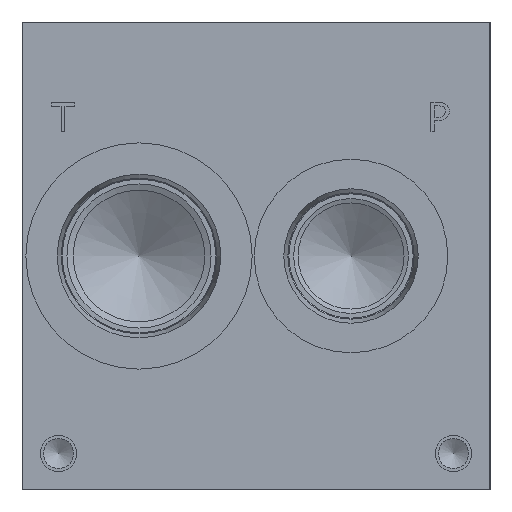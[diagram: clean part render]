
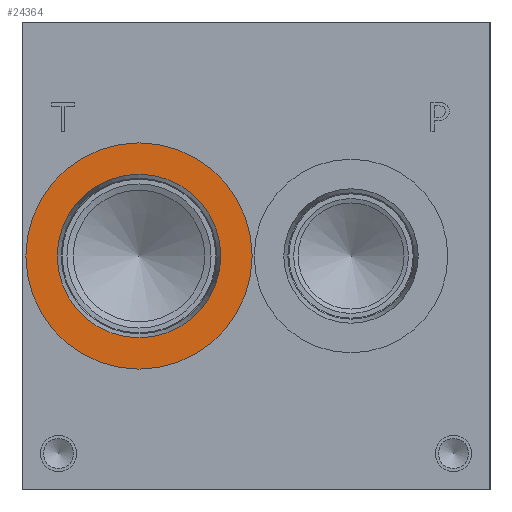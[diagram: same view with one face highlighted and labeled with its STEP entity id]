
A CAD part, left-side view. The second image highlights one B-rep face of the part: STEP entity #24364.
In plain terms, the highlighted planar face has unit normal (-1, 0, 0).
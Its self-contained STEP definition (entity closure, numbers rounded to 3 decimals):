
#896=CIRCLE('',#25590,24.562);
#897=CIRCLE('',#25591,24.562);
#898=CIRCLE('',#25593,17.755);
#899=CIRCLE('',#25594,17.755);
#2311=FACE_BOUND('',#4748,.T.);
#3318=FACE_OUTER_BOUND('',#4747,.T.);
#4747=EDGE_LOOP('',(#19848,#19849));
#4748=EDGE_LOOP('',(#19850,#19851));
#10925=VERTEX_POINT('',#40993);
#10926=VERTEX_POINT('',#40995);
#10927=VERTEX_POINT('',#40999);
#10928=VERTEX_POINT('',#41000);
#14113=EDGE_CURVE('',#10925,#10926,#896,.T.);
#14114=EDGE_CURVE('',#10926,#10925,#897,.T.);
#14115=EDGE_CURVE('',#10927,#10928,#898,.T.);
#14116=EDGE_CURVE('',#10928,#10927,#899,.T.);
#19848=ORIENTED_EDGE('',*,*,#14114,.F.);
#19849=ORIENTED_EDGE('',*,*,#14113,.F.);
#19850=ORIENTED_EDGE('',*,*,#14115,.T.);
#19851=ORIENTED_EDGE('',*,*,#14116,.T.);
#22693=PLANE('',#25592);
#24364=ADVANCED_FACE('',(#3318,#2311),#22693,.F.);
#25590=AXIS2_PLACEMENT_3D('',#40996,#29940,#29941);
#25591=AXIS2_PLACEMENT_3D('',#40997,#29942,#29943);
#25592=AXIS2_PLACEMENT_3D('',#40998,#29944,#29945);
#25593=AXIS2_PLACEMENT_3D('',#41001,#29946,#29947);
#25594=AXIS2_PLACEMENT_3D('',#41002,#29948,#29949);
#29940=DIRECTION('center_axis',(1.,0.,0.));
#29941=DIRECTION('ref_axis',(0.,0.,-1.));
#29942=DIRECTION('center_axis',(1.,0.,0.));
#29943=DIRECTION('ref_axis',(0.,0.,-1.));
#29944=DIRECTION('center_axis',(1.,0.,0.));
#29945=DIRECTION('ref_axis',(0.,0.,-1.));
#29946=DIRECTION('center_axis',(1.,0.,0.));
#29947=DIRECTION('ref_axis',(0.,0.,-1.));
#29948=DIRECTION('center_axis',(1.,0.,0.));
#29949=DIRECTION('ref_axis',(0.,0.,-1.));
#40993=CARTESIAN_POINT('',(0.787,76.2,26.238));
#40995=CARTESIAN_POINT('',(0.787,76.2,75.362));
#40996=CARTESIAN_POINT('Origin',(0.787,76.2,50.8));
#40997=CARTESIAN_POINT('Origin',(0.787,76.2,50.8));
#40998=CARTESIAN_POINT('Origin',(0.787,76.2,68.555));
#40999=CARTESIAN_POINT('',(0.787,76.2,68.555));
#41000=CARTESIAN_POINT('',(0.787,76.2,33.045));
#41001=CARTESIAN_POINT('Origin',(0.787,76.2,50.8));
#41002=CARTESIAN_POINT('Origin',(0.787,76.2,50.8));
